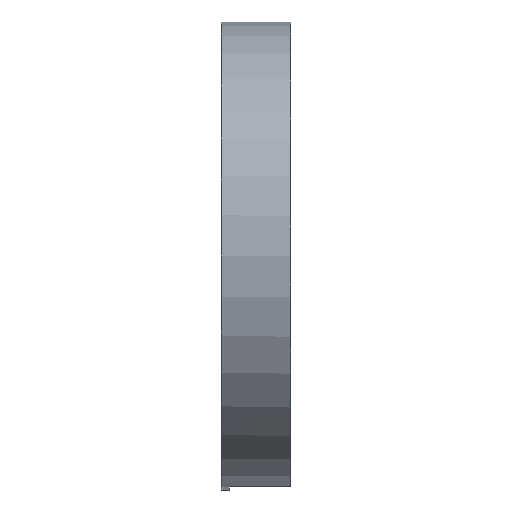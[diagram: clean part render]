
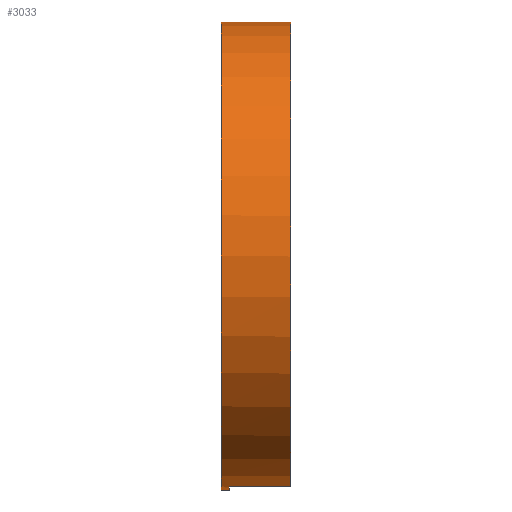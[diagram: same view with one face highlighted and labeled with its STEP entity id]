
A CAD part, left-side view. The second image highlights one B-rep face of the part: STEP entity #3033.
In plain terms, the highlighted cylindrical face has radius 59 mm (diameter 118 mm), a partial arc.
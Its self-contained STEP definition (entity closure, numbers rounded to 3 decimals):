
#44 = DIRECTION ( 'NONE',  ( 0., 1., 0. ) ) ;
#81 = ORIENTED_EDGE ( 'NONE', *, *, #2887, .F. ) ;
#162 = EDGE_CURVE ( 'NONE', #2213, #4037, #2305, .T. ) ;
#207 = VERTEX_POINT ( 'NONE', #1896 ) ;
#229 = EDGE_LOOP ( 'NONE', ( #761, #1093, #2811, #2605, #81, #1529 ) ) ;
#345 = LINE ( 'NONE', #3541, #1319 ) ;
#363 = DIRECTION ( 'NONE',  ( 0., 0., 1. ) ) ;
#418 = CIRCLE ( 'NONE', #3240, 59. ) ;
#447 = DIRECTION ( 'NONE',  ( 0., -1., 0. ) ) ;
#549 = DIRECTION ( 'NONE',  ( 0., -1., 0. ) ) ;
#581 = AXIS2_PLACEMENT_3D ( 'NONE', #3433, #3474, #653 ) ;
#653 = DIRECTION ( 'NONE',  ( 0., 0., -1. ) ) ;
#738 = CARTESIAN_POINT ( 'NONE',  ( 0., 17.6, -59. ) ) ;
#750 = CARTESIAN_POINT ( 'NONE',  ( 0., 17.6, 0. ) ) ;
#761 = ORIENTED_EDGE ( 'NONE', *, *, #996, .F. ) ;
#782 = EDGE_CURVE ( 'NONE', #207, #3900, #418, .T. ) ;
#995 = CARTESIAN_POINT ( 'NONE',  ( 0., 0., 59. ) ) ;
#996 = EDGE_CURVE ( 'NONE', #3900, #4037, #1212, .T. ) ;
#1000 = VERTEX_POINT ( 'NONE', #4024 ) ;
#1093 = ORIENTED_EDGE ( 'NONE', *, *, #782, .F. ) ;
#1152 = VECTOR ( 'NONE', #549, 1000. ) ;
#1212 = LINE ( 'NONE', #3075, #1152 ) ;
#1303 = CARTESIAN_POINT ( 'NONE',  ( 0., 0., 0. ) ) ;
#1305 = CYLINDRICAL_SURFACE ( 'NONE', #581, 59. ) ;
#1319 = VECTOR ( 'NONE', #2604, 1000. ) ;
#1529 = ORIENTED_EDGE ( 'NONE', *, *, #162, .T. ) ;
#1651 = DIRECTION ( 'NONE',  ( 0., -1., 0. ) ) ;
#1896 = CARTESIAN_POINT ( 'NONE',  ( 0., 17.6, -59. ) ) ;
#2213 = VERTEX_POINT ( 'NONE', #2528 ) ;
#2292 = DIRECTION ( 'NONE',  ( 0., 0., -1. ) ) ;
#2305 = CIRCLE ( 'NONE', #3705, 59. ) ;
#2365 = DIRECTION ( 'NONE',  ( 0., 0., 1. ) ) ;
#2380 = CARTESIAN_POINT ( 'NONE',  ( 0., 17.6, 59. ) ) ;
#2528 = CARTESIAN_POINT ( 'NONE',  ( -10., 0., -58.146 ) ) ;
#2604 = DIRECTION ( 'NONE',  ( 0., 1., 0. ) ) ;
#2605 = ORIENTED_EDGE ( 'NONE', *, *, #3370, .F. ) ;
#2685 = VERTEX_POINT ( 'NONE', #3755 ) ;
#2811 = ORIENTED_EDGE ( 'NONE', *, *, #3146, .T. ) ;
#2880 = AXIS2_PLACEMENT_3D ( 'NONE', #3896, #1651, #2292 ) ;
#2887 = EDGE_CURVE ( 'NONE', #2213, #2685, #345, .T. ) ;
#3033 = ADVANCED_FACE ( 'NONE', ( #3753 ), #1305, .T. ) ;
#3075 = CARTESIAN_POINT ( 'NONE',  ( 0., 17.6, 59. ) ) ;
#3146 = EDGE_CURVE ( 'NONE', #207, #1000, #3605, .T. ) ;
#3240 = AXIS2_PLACEMENT_3D ( 'NONE', #750, #3295, #2365 ) ;
#3295 = DIRECTION ( 'NONE',  ( 0., 1., 0. ) ) ;
#3370 = EDGE_CURVE ( 'NONE', #2685, #1000, #3544, .T. ) ;
#3433 = CARTESIAN_POINT ( 'NONE',  ( 0., 17.6, 0. ) ) ;
#3474 = DIRECTION ( 'NONE',  ( 0., -1., 0. ) ) ;
#3541 = CARTESIAN_POINT ( 'NONE',  ( -10., 17.6, -58.146 ) ) ;
#3544 = CIRCLE ( 'NONE', #2880, 59. ) ;
#3605 = LINE ( 'NONE', #738, #3613 ) ;
#3613 = VECTOR ( 'NONE', #447, 1000. ) ;
#3705 = AXIS2_PLACEMENT_3D ( 'NONE', #1303, #44, #363 ) ;
#3753 = FACE_OUTER_BOUND ( 'NONE', #229, .T. ) ;
#3755 = CARTESIAN_POINT ( 'NONE',  ( -10., 15.5, -58.146 ) ) ;
#3896 = CARTESIAN_POINT ( 'NONE',  ( 0., 15.5, 0. ) ) ;
#3900 = VERTEX_POINT ( 'NONE', #2380 ) ;
#4024 = CARTESIAN_POINT ( 'NONE',  ( 0., 15.5, -59. ) ) ;
#4037 = VERTEX_POINT ( 'NONE', #995 ) ;
